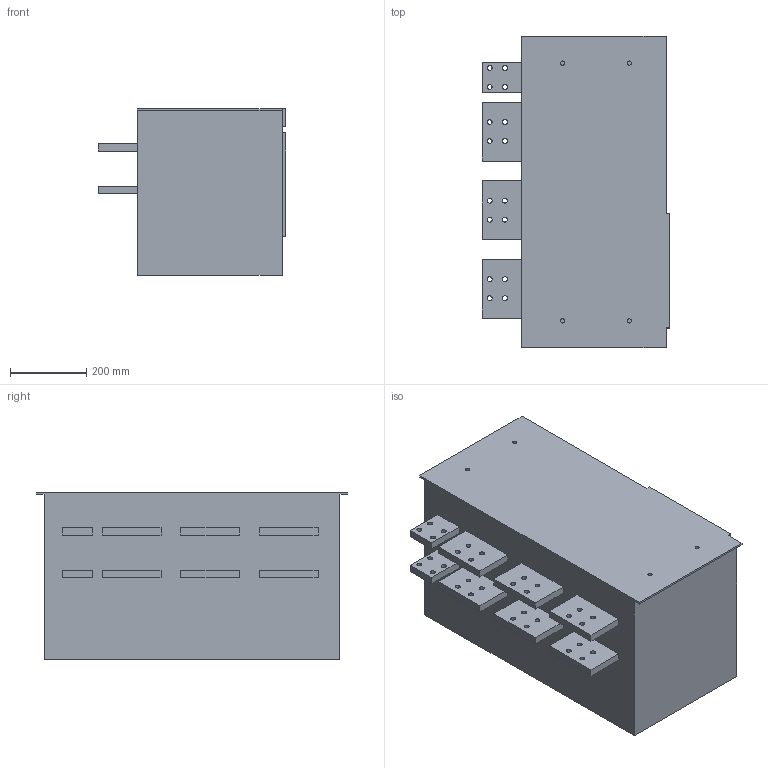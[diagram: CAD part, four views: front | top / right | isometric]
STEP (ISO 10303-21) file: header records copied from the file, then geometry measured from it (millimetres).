
FILE_DESCRIPTION((''),'2;1');
FILE_NAME('NA1-4000X-4-DRAW-OUT','2019-04-26T',('hyha'),(''),'CREO PARAMETRIC BY PTC INC, 2015480','CREO PARAMETRIC BY PTC INC, 2015480','');
FILE_SCHEMA(('AUTOMOTIVE_DESIGN { 1 0 10303 214 1 1 1 1 }'));
Length unit declared in the file: millimetre
Products named in the file (1): NA1-4000X-4-DRAW-OUT
Bounding box: 494 x 818 x 439 mm (x, y, z)
Volume: 133322169.4 mm3; surface area: 1939108.1 mm2
Topology: 1 solids, 1 shells, 135 faces, 360 edges, 240 vertices
Faces by surface type: cylinder 72, plane 63
Entity records: 4454 total; most frequent: DIRECTION 774, CARTESIAN_POINT 737, ORIENTED_EDGE 720, EDGE_CURVE 360, AXIS2_PLACEMENT_3D 279, VERTEX_POINT 240, VECTOR 216, LINE 216
